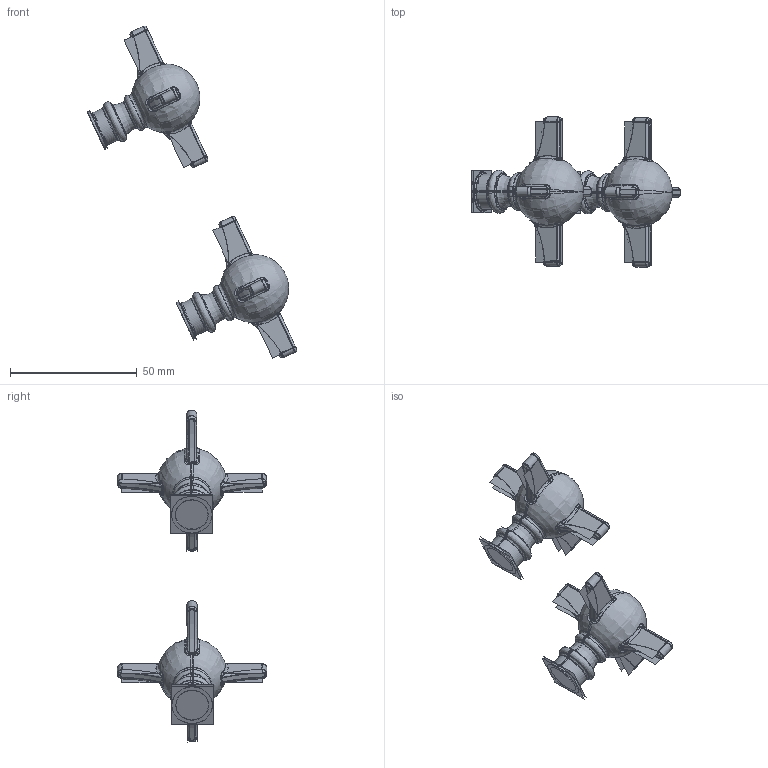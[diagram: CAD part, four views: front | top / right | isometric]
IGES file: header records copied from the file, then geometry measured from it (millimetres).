
Start section:  PTC IGES file: ARCHSC.igs
Global section: file name: ARCHSC.igs; native system: Pro/ENGINEER by Parametric Technology Corporation; preprocessor: 2009360; author: user33; organization: Unknown; date: 20200406.090206; units: millimetre
Bounding box: 82.77 x 59.11 x 131.1 mm (x, y, z)
Volume: 27937.9 mm3; surface area: 68337.4 mm2
Topology: 4 solids, 6 shells, 932 faces, 4764 edges, 6002 vertices
Faces by surface type: revolution 488, bspline 444
